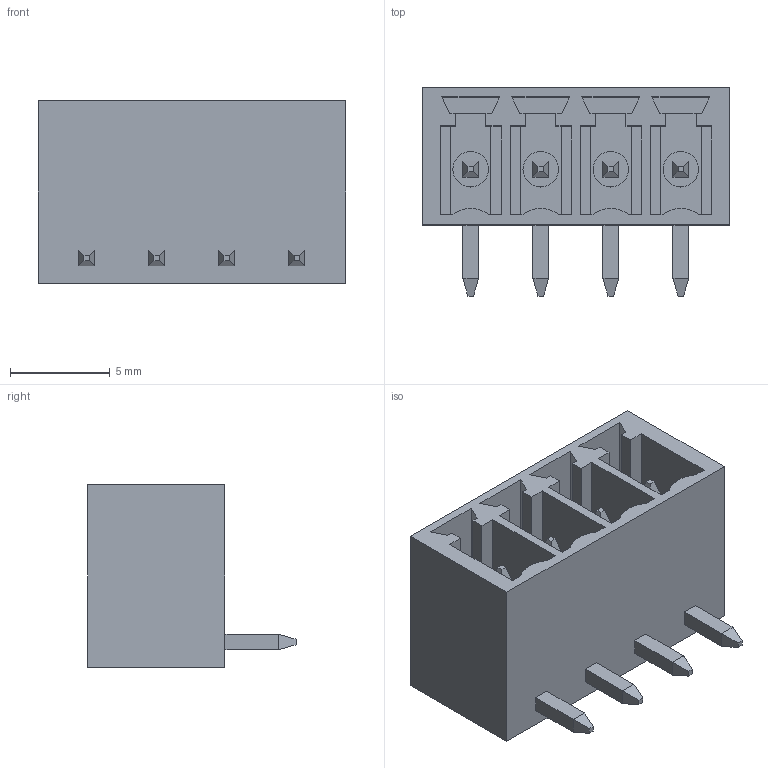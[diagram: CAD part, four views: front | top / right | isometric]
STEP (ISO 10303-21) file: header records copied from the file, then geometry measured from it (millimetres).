
FILE_DESCRIPTION( ( 'STEP AP214' ), '1' );
FILE_NAME( 'psolqas_14380_26.stp', '2020-05-07T21:40:08', ( 'License CC BY-ND 4.0' ), ( 'CADENAS' ), ' ', 'PARTsolutions', ' ' );
FILE_SCHEMA( ( 'AUTOMOTIVE_DESIGN { 1 0 10303 214 1 1 1 1 }' ) );
Length unit declared in the file: metre
Products named in the file (1): 1
Bounding box: 15.39 x 10.41 x 9.14 mm (x, y, z)
Volume: 511.7 mm3; surface area: 1452.8 mm2
Topology: 1 solids, 1 shells, 162 faces, 404 edges, 260 vertices
Faces by surface type: plane 154, cylinder 8
Full cylindrical faces by diameter (mm): 1.778 x4
Entity records: 4659 total; most frequent: CARTESIAN_POINT 815, ORIENTED_EDGE 792, DIRECTION 738, EDGE_CURVE 396, LINE 380, VECTOR 380, VERTEX_POINT 256, EDGE_LOOP 182
